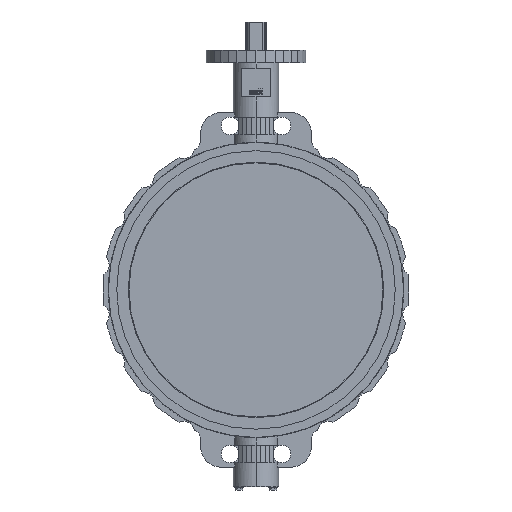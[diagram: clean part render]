
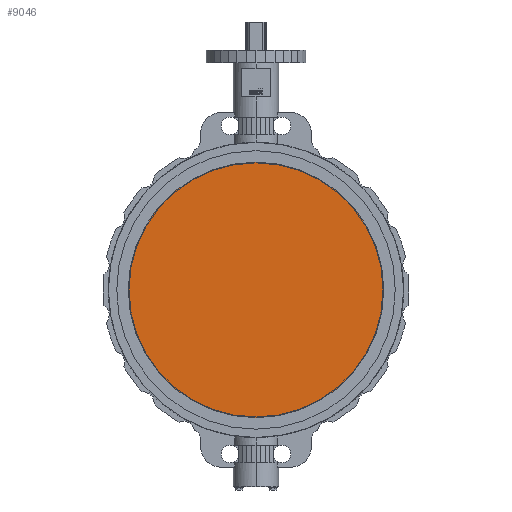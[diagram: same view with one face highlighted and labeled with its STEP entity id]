
A CAD part, left-side view. The second image highlights one B-rep face of the part: STEP entity #9046.
In plain terms, the highlighted planar face has unit normal (-1, 0, 0).
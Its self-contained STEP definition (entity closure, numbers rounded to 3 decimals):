
#9046=ADVANCED_FACE('',(#22835),#22836,.T.);
#14022=EDGE_CURVE('',#18028,#19982,#28210,.T.);
#18028=VERTEX_POINT('',#32546);
#18686=EDGE_CURVE('',#19982,#18028,#33259,.T.);
#19982=VERTEX_POINT('',#34709);
#22835=FACE_OUTER_BOUND('',#39162,.T.);
#22836=PLANE('',#39163);
#28210=CIRCLE('',#47528,225.0);
#32546=CARTESIAN_POINT('',(-59.3,0.0,-225.0));
#33259=CIRCLE('',#55634,225.0);
#34709=CARTESIAN_POINT('',(-59.3,0.,225.0));
#39162=EDGE_LOOP('',(#60893,#60894));
#39163=AXIS2_PLACEMENT_3D('',#60895,#60896,#60897);
#47528=AXIS2_PLACEMENT_3D('',#66397,#66398,#66399);
#55634=AXIS2_PLACEMENT_3D('',#71437,#71438,#71439);
#60893=ORIENTED_EDGE('',*,*,#14022,.T.);
#60894=ORIENTED_EDGE('',*,*,#18686,.T.);
#60895=CARTESIAN_POINT('',(-59.3,0.0,0.0));
#60896=DIRECTION('',(-1.0,0.0,0.0));
#60897=DIRECTION('',(0.0,0.0,-1.0));
#66397=CARTESIAN_POINT('',(-59.3,0.0,0.0));
#66398=DIRECTION('',(-1.0,0.0,0.0));
#66399=DIRECTION('',(0.0,0.0,-1.0));
#71437=CARTESIAN_POINT('',(-59.3,0.0,0.0));
#71438=DIRECTION('',(-1.0,0.0,0.0));
#71439=DIRECTION('',(0.0,0.0,-1.0));
